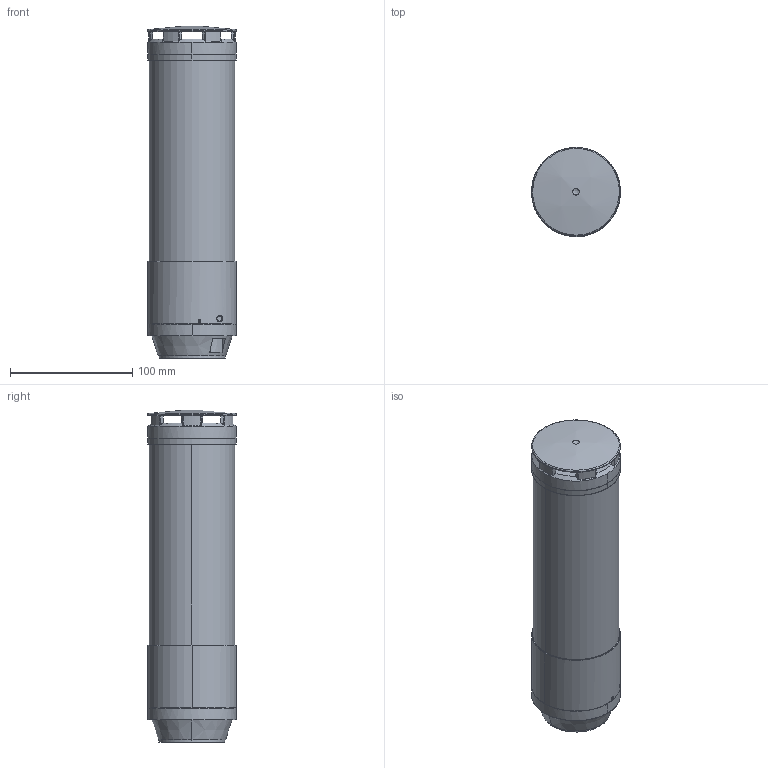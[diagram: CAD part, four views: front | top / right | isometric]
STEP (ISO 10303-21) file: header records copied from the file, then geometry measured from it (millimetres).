
FILE_DESCRIPTION (( 'STEP AP203' ), '1' );
FILE_NAME ('65711055.step', '2023-02-15T21:22:37', ( '' ), ( '' ), 'SwSTEP 2.0', 'SolidWorks 2021', '' );
FILE_SCHEMA (( 'CONFIG_CONTROL_DESIGN' ));
Length unit declared in the file: inch
Products named in the file (1): 65711055
Bounding box: 72.5 x 72.5 x 271.18 mm (x, y, z)
Volume: 960024.7 mm3; surface area: 105100.9 mm2
Topology: 1 solids, 14 shells, 846 faces, 2182 edges, 1391 vertices
Faces by surface type: plane 296, bspline 237, cylinder 176, cone 137
Entity records: 38550 total; most frequent: CARTESIAN_POINT 20483, ORIENTED_EDGE 4348, DIRECTION 2777, EDGE_CURVE 2174, VERTEX_POINT 1391, AXIS2_PLACEMENT_3D 1030, B_SPLINE_CURVE_WITH_KNOTS 983, EDGE_LOOP 901
